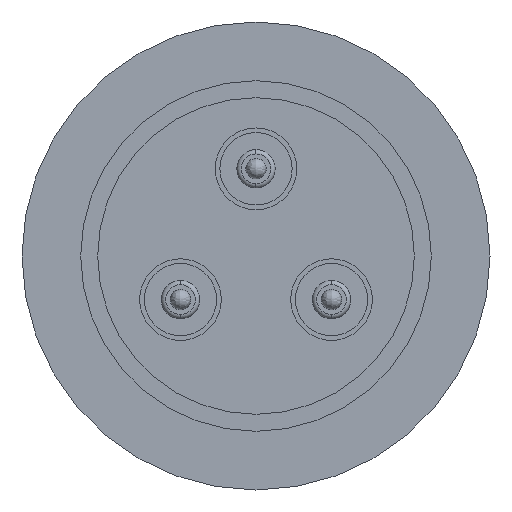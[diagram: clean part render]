
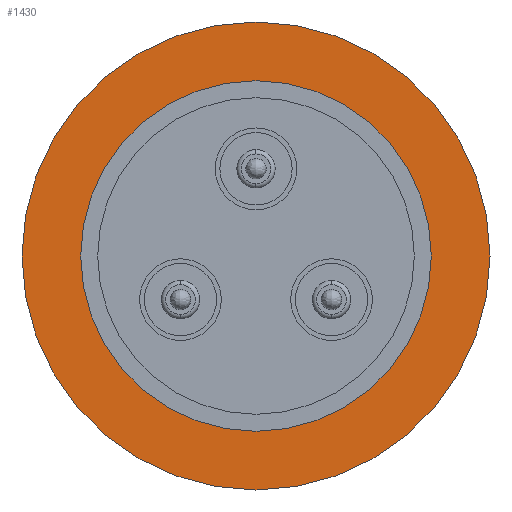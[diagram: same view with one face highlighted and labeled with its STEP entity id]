
A CAD part, left-side view. The second image highlights one B-rep face of the part: STEP entity #1430.
In plain terms, the highlighted planar face has unit normal (-1, 0, 0).
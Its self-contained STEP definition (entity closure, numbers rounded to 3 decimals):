
#7 = DIRECTION ( 'NONE',  ( 0., 0., 1. ) ) ;
#21 = DIRECTION ( 'NONE',  ( -1., 0., 0. ) ) ;
#51 = VERTEX_POINT ( 'NONE', #1577 ) ;
#55 = DIRECTION ( 'NONE',  ( -1., 0., 0. ) ) ;
#96 = EDGE_CURVE ( 'NONE', #671, #404, #1517, .T. ) ;
#173 = VERTEX_POINT ( 'NONE', #949 ) ;
#184 = AXIS2_PLACEMENT_3D ( 'NONE', #1548, #1005, #862 ) ;
#197 = CARTESIAN_POINT ( 'NONE',  ( 0., 0., 0. ) ) ;
#214 = AXIS2_PLACEMENT_3D ( 'NONE', #680, #55, #947 ) ;
#267 = ORIENTED_EDGE ( 'NONE', *, *, #961, .F. ) ;
#310 = EDGE_CURVE ( 'NONE', #404, #671, #1166, .T. ) ;
#356 = AXIS2_PLACEMENT_3D ( 'NONE', #821, #21, #7 ) ;
#404 = VERTEX_POINT ( 'NONE', #1038 ) ;
#518 = DIRECTION ( 'NONE',  ( 0., 0., -1. ) ) ;
#576 = EDGE_LOOP ( 'NONE', ( #1370, #934 ) ) ;
#581 = DIRECTION ( 'NONE',  ( -1., 0., 0. ) ) ;
#671 = VERTEX_POINT ( 'NONE', #1254 ) ;
#680 = CARTESIAN_POINT ( 'NONE',  ( 0., 0., 0. ) ) ;
#786 = CIRCLE ( 'NONE', #184, 20.6 ) ;
#821 = CARTESIAN_POINT ( 'NONE',  ( 0., 0., 0. ) ) ;
#862 = DIRECTION ( 'NONE',  ( 0., 0., 1. ) ) ;
#890 = PLANE ( 'NONE',  #929 ) ;
#929 = AXIS2_PLACEMENT_3D ( 'NONE', #1424, #1299, #518 ) ;
#934 = ORIENTED_EDGE ( 'NONE', *, *, #96, .T. ) ;
#947 = DIRECTION ( 'NONE',  ( 0., 0., 1. ) ) ;
#949 = CARTESIAN_POINT ( 'NONE',  ( 0., 0., 20.6 ) ) ;
#961 = EDGE_CURVE ( 'NONE', #173, #51, #1098, .T. ) ;
#1004 = DIRECTION ( 'NONE',  ( 0., 0., 1. ) ) ;
#1005 = DIRECTION ( 'NONE',  ( -1., 0., 0. ) ) ;
#1029 = AXIS2_PLACEMENT_3D ( 'NONE', #197, #581, #1004 ) ;
#1038 = CARTESIAN_POINT ( 'NONE',  ( 0., 0., 27.5 ) ) ;
#1062 = EDGE_LOOP ( 'NONE', ( #267, #1203 ) ) ;
#1090 = EDGE_CURVE ( 'NONE', #51, #173, #786, .T. ) ;
#1098 = CIRCLE ( 'NONE', #214, 20.6 ) ;
#1166 = CIRCLE ( 'NONE', #1029, 27.5 ) ;
#1203 = ORIENTED_EDGE ( 'NONE', *, *, #1090, .F. ) ;
#1254 = CARTESIAN_POINT ( 'NONE',  ( 0., 0., -27.5 ) ) ;
#1299 = DIRECTION ( 'NONE',  ( 1., 0., 0. ) ) ;
#1370 = ORIENTED_EDGE ( 'NONE', *, *, #310, .T. ) ;
#1424 = CARTESIAN_POINT ( 'NONE',  ( 0., 0., -27.5 ) ) ;
#1430 = ADVANCED_FACE ( 'NONE', ( #1709, #1553 ), #890, .F. ) ;
#1517 = CIRCLE ( 'NONE', #356, 27.5 ) ;
#1548 = CARTESIAN_POINT ( 'NONE',  ( 0., 0., 0. ) ) ;
#1553 = FACE_OUTER_BOUND ( 'NONE', #576, .T. ) ;
#1577 = CARTESIAN_POINT ( 'NONE',  ( 0., 0., -20.6 ) ) ;
#1709 = FACE_BOUND ( 'NONE', #1062, .T. ) ;
